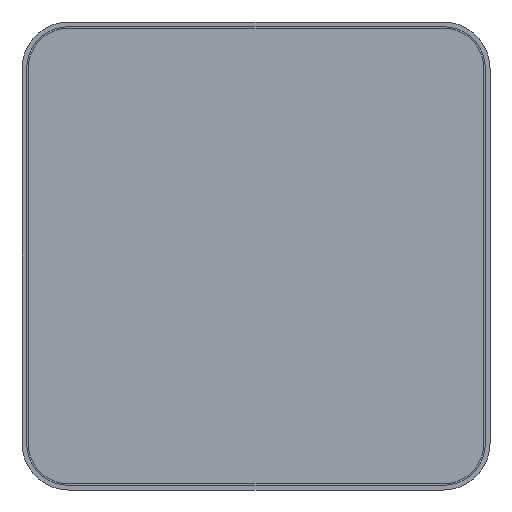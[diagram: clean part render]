
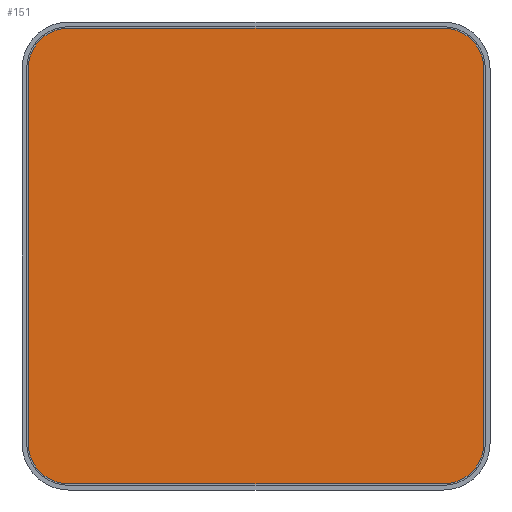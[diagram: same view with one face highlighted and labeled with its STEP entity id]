
A CAD part, front view. The second image highlights one B-rep face of the part: STEP entity #151.
In plain terms, the highlighted planar face has unit normal (0, -1, 0).
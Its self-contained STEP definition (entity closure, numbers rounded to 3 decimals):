
#151 = ADVANCED_FACE( '', ( #294 ), #295, .F. );
#294 = FACE_OUTER_BOUND( '', #450, .T. );
#295 = PLANE( '', #451 );
#450 = EDGE_LOOP( '', ( #648, #649, #650, #651, #652, #653, #654, #655 ) );
#451 = AXIS2_PLACEMENT_3D( '', #656, #657, #658 );
#648 = ORIENTED_EDGE( '', *, *, #1039, .F. );
#649 = ORIENTED_EDGE( '', *, *, #1036, .F. );
#650 = ORIENTED_EDGE( '', *, *, #1028, .F. );
#651 = ORIENTED_EDGE( '', *, *, #1040, .F. );
#652 = ORIENTED_EDGE( '', *, *, #1041, .F. );
#653 = ORIENTED_EDGE( '', *, *, #991, .F. );
#654 = ORIENTED_EDGE( '', *, *, #1042, .F. );
#655 = ORIENTED_EDGE( '', *, *, #1043, .F. );
#656 = CARTESIAN_POINT( '', ( -2., -1.5, 4.5 ) );
#657 = DIRECTION( '', ( 0., 1., 0. ) );
#658 = DIRECTION( '', ( 0., 0., 1. ) );
#991 = EDGE_CURVE( '', #1158, #1160, #1161, .T. );
#1028 = EDGE_CURVE( '', #1223, #1225, #1226, .T. );
#1036 = EDGE_CURVE( '', #1225, #1238, #1239, .T. );
#1039 = EDGE_CURVE( '', #1238, #1242, #1243, .T. );
#1040 = EDGE_CURVE( '', #1244, #1223, #1245, .T. );
#1041 = EDGE_CURVE( '', #1160, #1244, #1246, .T. );
#1042 = EDGE_CURVE( '', #1247, #1158, #1248, .T. );
#1043 = EDGE_CURVE( '', #1242, #1247, #1249, .T. );
#1158 = VERTEX_POINT( '', #1405 );
#1160 = VERTEX_POINT( '', #1408 );
#1161 = LINE( '', #1409, #1410 );
#1223 = VERTEX_POINT( '', #1488 );
#1225 = VERTEX_POINT( '', #1491 );
#1226 = CIRCLE( '', #1492, 0.435 );
#1238 = VERTEX_POINT( '', #1507 );
#1239 = LINE( '', #1508, #1509 );
#1242 = VERTEX_POINT( '', #1513 );
#1243 = CIRCLE( '', #1514, 0.435 );
#1244 = VERTEX_POINT( '', #1515 );
#1245 = LINE( '', #1516, #1517 );
#1246 = CIRCLE( '', #1518, 0.435 );
#1247 = VERTEX_POINT( '', #1519 );
#1248 = CIRCLE( '', #1520, 0.435 );
#1249 = LINE( '', #1521, #1522 );
#1405 = CARTESIAN_POINT( '', ( 2.435, -1.5, 4.5 ) );
#1408 = CARTESIAN_POINT( '', ( 2.435, -1.5, 0.5 ) );
#1409 = CARTESIAN_POINT( '', ( 2.435, -1.5, 4.5 ) );
#1410 = VECTOR( '', #1728, 1000. );
#1488 = CARTESIAN_POINT( '', ( -2., -1.5, 0.065 ) );
#1491 = CARTESIAN_POINT( '', ( -2.435, -1.5, 0.5 ) );
#1492 = AXIS2_PLACEMENT_3D( '', #1782, #1783, #1784 );
#1507 = CARTESIAN_POINT( '', ( -2.435, -1.5, 4.5 ) );
#1508 = CARTESIAN_POINT( '', ( -2.435, -1.5, 0.5 ) );
#1509 = VECTOR( '', #1794, 1000. );
#1513 = CARTESIAN_POINT( '', ( -2., -1.5, 4.935 ) );
#1514 = AXIS2_PLACEMENT_3D( '', #1796, #1797, #1798 );
#1515 = CARTESIAN_POINT( '', ( 2., -1.5, 0.065 ) );
#1516 = CARTESIAN_POINT( '', ( 2., -1.5, 0.065 ) );
#1517 = VECTOR( '', #1799, 1000. );
#1518 = AXIS2_PLACEMENT_3D( '', #1800, #1801, #1802 );
#1519 = CARTESIAN_POINT( '', ( 2., -1.5, 4.935 ) );
#1520 = AXIS2_PLACEMENT_3D( '', #1803, #1804, #1805 );
#1521 = CARTESIAN_POINT( '', ( -2., -1.5, 4.935 ) );
#1522 = VECTOR( '', #1806, 1000. );
#1728 = DIRECTION( '', ( 0., 0., -1. ) );
#1782 = CARTESIAN_POINT( '', ( -2., -1.5, 0.5 ) );
#1783 = DIRECTION( '', ( 0., 1., 0. ) );
#1784 = DIRECTION( '', ( 1., 0., 0. ) );
#1794 = DIRECTION( '', ( 0., 0., 1. ) );
#1796 = CARTESIAN_POINT( '', ( -2., -1.5, 4.5 ) );
#1797 = DIRECTION( '', ( 0., 1., 0. ) );
#1798 = DIRECTION( '', ( 1., 0., 0. ) );
#1799 = DIRECTION( '', ( -1., 0., 0. ) );
#1800 = CARTESIAN_POINT( '', ( 2., -1.5, 0.5 ) );
#1801 = DIRECTION( '', ( 0., 1., 0. ) );
#1802 = DIRECTION( '', ( 1., 0., 0. ) );
#1803 = CARTESIAN_POINT( '', ( 2., -1.5, 4.5 ) );
#1804 = DIRECTION( '', ( 0., 1., 0. ) );
#1805 = DIRECTION( '', ( -1., 0., 0. ) );
#1806 = DIRECTION( '', ( 1., 0., 0. ) );
